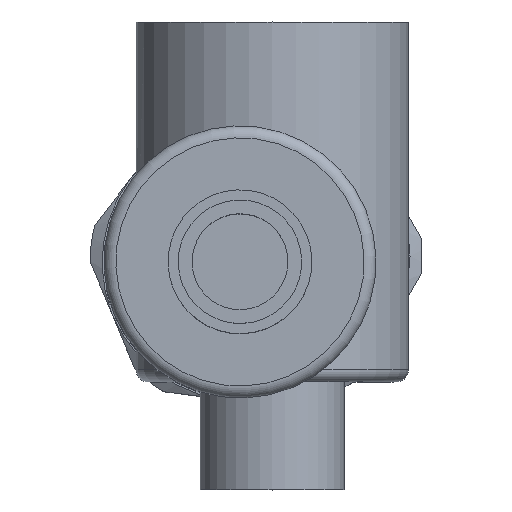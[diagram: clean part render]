
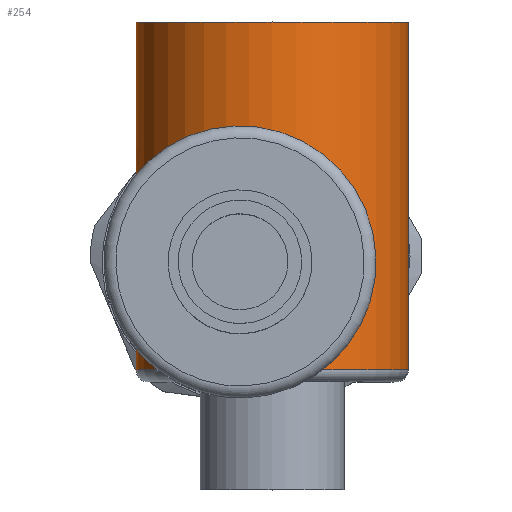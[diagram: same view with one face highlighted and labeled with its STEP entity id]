
A CAD part, top view. The second image highlights one B-rep face of the part: STEP entity #254.
In plain terms, the highlighted cylindrical face has radius 11.35 mm (diameter 22.7 mm), a full revolution.
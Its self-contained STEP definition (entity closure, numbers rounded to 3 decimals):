
#254 = ADVANCED_FACE( '', ( #545, #546, #547 ), #548, .T. );
#545 = FACE_BOUND( '', #865, .T. );
#546 = FACE_OUTER_BOUND( '', #866, .T. );
#547 = FACE_OUTER_BOUND( '', #867, .T. );
#548 = CYLINDRICAL_SURFACE( '', #868, 11.35 );
#865 = EDGE_LOOP( '', ( #1376 ) );
#866 = EDGE_LOOP( '', ( #1377 ) );
#867 = EDGE_LOOP( '', ( #1378 ) );
#868 = AXIS2_PLACEMENT_3D( '', #1379, #1380, #1381 );
#1376 = ORIENTED_EDGE( '', *, *, #1564, .F. );
#1377 = ORIENTED_EDGE( '', *, *, #1390, .T. );
#1378 = ORIENTED_EDGE( '', *, *, #1549, .F. );
#1379 = CARTESIAN_POINT( '', ( 0., -19.5, 0. ) );
#1380 = DIRECTION( '', ( 0., -1., 0. ) );
#1381 = DIRECTION( '', ( 0., 0., 1. ) );
#1390 = EDGE_CURVE( '', #1572, #1572, #1573, .F. );
#1549 = EDGE_CURVE( '', #1811, #1811, #1812, .T. );
#1564 = EDGE_CURVE( '', #1828, #1828, #1829, .T. );
#1572 = VERTEX_POINT( '', #1837 );
#1573 = CIRCLE( '', #1838, 11.35 );
#1811 = VERTEX_POINT( '', #2196 );
#1812 = CIRCLE( '', #2197, 11.35 );
#1828 = VERTEX_POINT( '', #2216 );
#1829 = B_SPLINE_CURVE_WITH_KNOTS( '', 3, ( #2217, #2218, #2219, #2220, #2221, #2222, #2223, #2224, #2225, #2226, #2227, #2228, #2229, #2230, #2231, #2232, #2233, #2234, #2235, #2236, #2237, #2238, #2239, #2240, #2241, #2242, #2243, #2244, #2245, #2246, #2247, #2248, #2249, #2250, #2251, #2252, #2253, #2254 ), .UNSPECIFIED., .T., .F., ( 2, 2, 2, 2, 2, 2, 2, 2, 2, 2, 2, 2, 2, 2, 2, 2, 2, 2, 2, 2, 2 ), ( 0., 0., 0., 0.001, 0.001, 0.002, 0.002, 0.002, 0.003, 0.003, 0.004, 0.004, 0.004, 0.005, 0.005, 0.006, 0.006, 0.007, 0.007, 0.008, 0.008 ), .UNSPECIFIED. );
#1837 = CARTESIAN_POINT( '', ( 0., -9.5, -11.35 ) );
#1838 = AXIS2_PLACEMENT_3D( '', #2262, #2263, #2264 );
#2196 = CARTESIAN_POINT( '', ( 11.35, 19.5, 0. ) );
#2197 = AXIS2_PLACEMENT_3D( '', #2472, #2473, #2474 );
#2216 = CARTESIAN_POINT( '', ( -11.281, -2.5, 1.25 ) );
#2217 = CARTESIAN_POINT( '', ( -11.281, -2.665, 1.25 ) );
#2218 = CARTESIAN_POINT( '', ( -11.281, -2.335, 1.25 ) );
#2219 = CARTESIAN_POINT( '', ( -11.285, -2.173, 1.217 ) );
#2220 = CARTESIAN_POINT( '', ( -11.298, -1.87, 1.092 ) );
#2221 = CARTESIAN_POINT( '', ( -11.307, -1.731, 0.999 ) );
#2222 = CARTESIAN_POINT( '', ( -11.325, -1.501, 0.769 ) );
#2223 = CARTESIAN_POINT( '', ( -11.334, -1.408, 0.629 ) );
#2224 = CARTESIAN_POINT( '', ( -11.346, -1.283, 0.328 ) );
#2225 = CARTESIAN_POINT( '', ( -11.35, -1.25, 0.164 ) );
#2226 = CARTESIAN_POINT( '', ( -11.35, -1.25, -0.081 ) );
#2227 = CARTESIAN_POINT( '', ( -11.349, -1.258, -0.164 ) );
#2228 = CARTESIAN_POINT( '', ( -11.346, -1.29, -0.324 ) );
#2229 = CARTESIAN_POINT( '', ( -11.343, -1.314, -0.402 ) );
#2230 = CARTESIAN_POINT( '', ( -11.334, -1.408, -0.629 ) );
#2231 = CARTESIAN_POINT( '', ( -11.325, -1.499, -0.767 ) );
#2232 = CARTESIAN_POINT( '', ( -11.306, -1.732, -1. ) );
#2233 = CARTESIAN_POINT( '', ( -11.298, -1.87, -1.092 ) );
#2234 = CARTESIAN_POINT( '', ( -11.288, -2.097, -1.186 ) );
#2235 = CARTESIAN_POINT( '', ( -11.285, -2.175, -1.21 ) );
#2236 = CARTESIAN_POINT( '', ( -11.282, -2.335, -1.242 ) );
#2237 = CARTESIAN_POINT( '', ( -11.281, -2.418, -1.25 ) );
#2238 = CARTESIAN_POINT( '', ( -11.281, -2.663, -1.25 ) );
#2239 = CARTESIAN_POINT( '', ( -11.285, -2.827, -1.217 ) );
#2240 = CARTESIAN_POINT( '', ( -11.297, -3.128, -1.093 ) );
#2241 = CARTESIAN_POINT( '', ( -11.306, -3.268, -1. ) );
#2242 = CARTESIAN_POINT( '', ( -11.324, -3.498, -0.77 ) );
#2243 = CARTESIAN_POINT( '', ( -11.333, -3.591, -0.631 ) );
#2244 = CARTESIAN_POINT( '', ( -11.346, -3.717, -0.329 ) );
#2245 = CARTESIAN_POINT( '', ( -11.35, -3.75, -0.166 ) );
#2246 = CARTESIAN_POINT( '', ( -11.35, -3.75, 0.164 ) );
#2247 = CARTESIAN_POINT( '', ( -11.346, -3.718, 0.326 ) );
#2248 = CARTESIAN_POINT( '', ( -11.334, -3.592, 0.629 ) );
#2249 = CARTESIAN_POINT( '', ( -11.325, -3.5, 0.768 ) );
#2250 = CARTESIAN_POINT( '', ( -11.307, -3.269, 0.999 ) );
#2251 = CARTESIAN_POINT( '', ( -11.298, -3.13, 1.092 ) );
#2252 = CARTESIAN_POINT( '', ( -11.285, -2.83, 1.217 ) );
#2253 = CARTESIAN_POINT( '', ( -11.281, -2.665, 1.25 ) );
#2254 = CARTESIAN_POINT( '', ( -11.281, -2.335, 1.25 ) );
#2262 = CARTESIAN_POINT( '', ( 0., -9.5, 0. ) );
#2263 = DIRECTION( '', ( 0., -1., 0. ) );
#2264 = DIRECTION( '', ( 0., 0., -1. ) );
#2472 = CARTESIAN_POINT( '', ( 0., 19.5, 0. ) );
#2473 = DIRECTION( '', ( 0., 1., 0. ) );
#2474 = DIRECTION( '', ( 1., 0., 0. ) );
